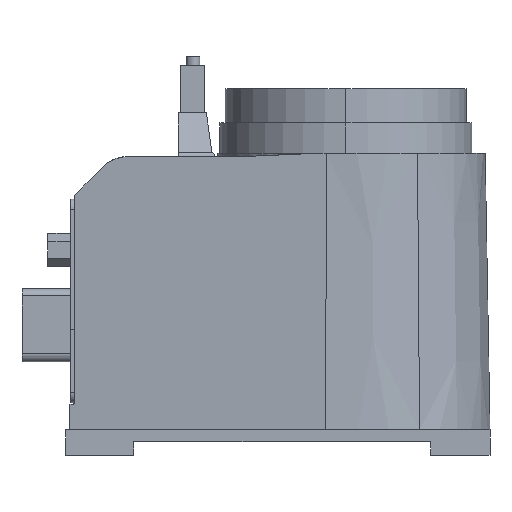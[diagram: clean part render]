
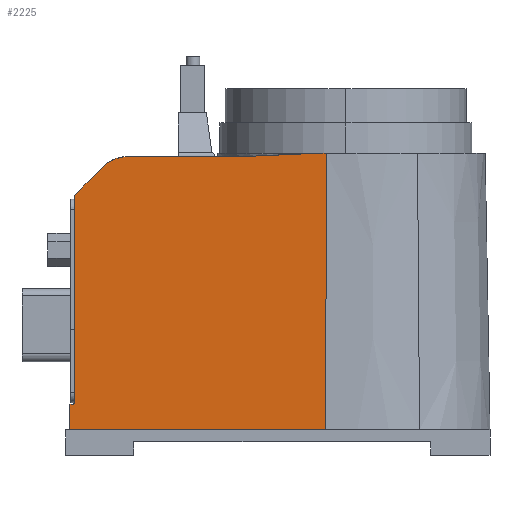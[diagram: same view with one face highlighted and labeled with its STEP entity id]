
A CAD part, front view. The second image highlights one B-rep face of the part: STEP entity #2225.
In plain terms, the highlighted planar face has unit normal (-0.084, -0.996, 0.018).
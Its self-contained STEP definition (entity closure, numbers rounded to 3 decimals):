
#4 = EDGE_CURVE ( 'NONE', #1877, #3433, #765, .T. ) ;
#19 = CARTESIAN_POINT ( 'NONE',  ( -193.141, 93.789, 166.084 ) ) ;
#54 =( BOUNDED_CURVE ( )  B_SPLINE_CURVE ( 3, ( #2062, #2108, #3666, #2977 ),
 .UNSPECIFIED., .F., .F. ) 
 B_SPLINE_CURVE_WITH_KNOTS ( ( 4, 4 ),
 ( 1.776, 2.561 ),
 .UNSPECIFIED. ) 
 CURVE ( )  GEOMETRIC_REPRESENTATION_ITEM ( )  RATIONAL_B_SPLINE_CURVE ( ( 1., 0.949, 0.949, 1. ) ) 
 REPRESENTATION_ITEM ( '' )  );
#63 = EDGE_CURVE ( 'NONE', #528, #857, #2360, .T. ) ;
#86 = EDGE_CURVE ( 'NONE', #2857, #1329, #54, .T. ) ;
#134 = AXIS2_PLACEMENT_3D ( 'NONE', #3211, #323, #1905 ) ;
#272 = DIRECTION ( 'NONE',  ( -0.996, 0.084, 0. ) ) ;
#323 = DIRECTION ( 'NONE',  ( -0.084, -0.996, 0.017 ) ) ;
#343 = VECTOR ( 'NONE', #2476, 1000. ) ;
#352 = CARTESIAN_POINT ( 'NONE',  ( -193.037, 95.93, 288.773 ) ) ;
#457 = CARTESIAN_POINT ( 'NONE',  ( -196.141, 93.772, 150.656 ) ) ;
#463 = LINE ( 'NONE', #510, #1127 ) ;
#503 = CARTESIAN_POINT ( 'NONE',  ( -193.141, 95.929, 288.256 ) ) ;
#510 = CARTESIAN_POINT ( 'NONE',  ( -44.899, 81.021, 150.656 ) ) ;
#528 = VERTEX_POINT ( 'NONE', #1566 ) ;
#566 = ORIENTED_EDGE ( 'NONE', *, *, #63, .T. ) ;
#634 = CARTESIAN_POINT ( 'NONE',  ( -194.141, 93.866, 165.67 ) ) ;
#677 = VECTOR ( 'NONE', #3132, 1000. ) ;
#720 = EDGE_CURVE ( 'NONE', #1329, #1598, #2011, .T. ) ;
#734 = EDGE_CURVE ( 'NONE', #857, #3878, #2818, .T. ) ;
#764 = ORIENTED_EDGE ( 'NONE', *, *, #2478, .T. ) ;
#765 = LINE ( 'NONE', #3686, #1646 ) ;
#857 = VERTEX_POINT ( 'NONE', #3114 ) ;
#869 = DIRECTION ( 'NONE',  ( 0., -0.018, -1. ) ) ;
#935 = ORIENTED_EDGE ( 'NONE', *, *, #2509, .T. ) ;
#979 = VERTEX_POINT ( 'NONE', #1291 ) ;
#1020 = VERTEX_POINT ( 'NONE', #1348 ) ;
#1085 = EDGE_LOOP ( 'NONE', ( #1737, #764, #1516, #935, #4003, #1171, #3440, #566, #3356, #2293, #2441, #2083, #3287 ) ) ;
#1099 = VERTEX_POINT ( 'NONE', #2622 ) ;
#1127 = VECTOR ( 'NONE', #1414, 1000. ) ;
#1171 = ORIENTED_EDGE ( 'NONE', *, *, #2400, .T. ) ;
#1182 = LINE ( 'NONE', #457, #2774 ) ;
#1291 = CARTESIAN_POINT ( 'NONE',  ( -94.74, 88.043, 311.67 ) ) ;
#1310 = CARTESIAN_POINT ( 'NONE',  ( -193.141, 93.8, 166.67 ) ) ;
#1319 = VECTOR ( 'NONE', #869, 1000. ) ;
#1325 = CARTESIAN_POINT ( 'NONE',  ( -192.847, 95.917, 288.963 ) ) ;
#1329 = VERTEX_POINT ( 'NONE', #3460 ) ;
#1348 = CARTESIAN_POINT ( 'NONE',  ( -44.899, 81.021, 150.656 ) ) ;
#1380 = VECTOR ( 'NONE', #1687, 1000. ) ;
#1390 = EDGE_CURVE ( 'NONE', #979, #2857, #1881, .T. ) ;
#1414 = DIRECTION ( 'NONE',  ( -0.001, -0.017, -1. ) ) ;
#1478 = EDGE_CURVE ( 'NONE', #3055, #1598, #2922, .T. ) ;
#1494 = CARTESIAN_POINT ( 'NONE',  ( -193.141, 93.8, 166.67 ) ) ;
#1516 = ORIENTED_EDGE ( 'NONE', *, *, #2140, .T. ) ;
#1566 = CARTESIAN_POINT ( 'NONE',  ( -44.66, 83.857, 313.724 ) ) ;
#1598 = VERTEX_POINT ( 'NONE', #3732 ) ;
#1646 = VECTOR ( 'NONE', #1780, 1000. ) ;
#1687 = DIRECTION ( 'NONE',  ( -0.706, 0.047, -0.706 ) ) ;
#1737 = ORIENTED_EDGE ( 'NONE', *, *, #1478, .F. ) ;
#1745 = DIRECTION ( 'NONE',  ( 0.996, -0.084, 0. ) ) ;
#1763 = CARTESIAN_POINT ( 'NONE',  ( -49.227, 84.241, 313.67 ) ) ;
#1780 = DIRECTION ( 'NONE',  ( 0.017, 0.016, 1. ) ) ;
#1877 = VERTEX_POINT ( 'NONE', #2689 ) ;
#1881 = LINE ( 'NONE', #3167, #3426 ) ;
#1905 = DIRECTION ( 'NONE',  ( 0.203, 0., 0.979 ) ) ;
#2011 = LINE ( 'NONE', #3292, #1380 ) ;
#2062 = CARTESIAN_POINT ( 'NONE',  ( -161.856, 93.702, 311.67 ) ) ;
#2083 = ORIENTED_EDGE ( 'NONE', *, *, #86, .T. ) ;
#2095 = CARTESIAN_POINT ( 'NONE',  ( -49.227, 84.242, 313.724 ) ) ;
#2108 = CARTESIAN_POINT ( 'NONE',  ( -167.231, 94.155, 311.67 ) ) ;
#2140 = EDGE_CURVE ( 'NONE', #2849, #1099, #3514, .T. ) ;
#2225 = ADVANCED_FACE ( 'NONE', ( #4152 ), #3832, .T. ) ;
#2284 = CARTESIAN_POINT ( 'NONE',  ( -193.555, 93.817, 165.67 ) ) ;
#2293 = ORIENTED_EDGE ( 'NONE', *, *, #4054, .T. ) ;
#2360 = LINE ( 'NONE', #2427, #3405 ) ;
#2382 = DIRECTION ( 'NONE',  ( -0.996, 0.084, 0. ) ) ;
#2400 = EDGE_CURVE ( 'NONE', #1877, #1020, #1182, .T. ) ;
#2427 = CARTESIAN_POINT ( 'NONE',  ( -195.901, 96.608, 313.724 ) ) ;
#2441 = ORIENTED_EDGE ( 'NONE', *, *, #1390, .T. ) ;
#2476 = DIRECTION ( 'NONE',  ( 0., -0.018, -1. ) ) ;
#2478 = EDGE_CURVE ( 'NONE', #3055, #2849, #3423, .T. ) ;
#2482 = VECTOR ( 'NONE', #3083, 1000. ) ;
#2509 = EDGE_CURVE ( 'NONE', #1099, #3433, #3443, .T. ) ;
#2622 = CARTESIAN_POINT ( 'NONE',  ( -194.141, 93.866, 165.67 ) ) ;
#2627 = CARTESIAN_POINT ( 'NONE',  ( -195.878, 94.013, 165.67 ) ) ;
#2689 = CARTESIAN_POINT ( 'NONE',  ( -196.141, 93.772, 150.656 ) ) ;
#2743 = CARTESIAN_POINT ( 'NONE',  ( -161.856, 93.702, 311.67 ) ) ;
#2774 = VECTOR ( 'NONE', #1745, 1000. ) ;
#2818 = LINE ( 'NONE', #2095, #1319 ) ;
#2849 = VERTEX_POINT ( 'NONE', #1494 ) ;
#2857 = VERTEX_POINT ( 'NONE', #2743 ) ;
#2922 =( BOUNDED_CURVE ( )  B_SPLINE_CURVE ( 3, ( #3283, #3568, #352, #1325 ),
 .UNSPECIFIED., .F., .F. ) 
 B_SPLINE_CURVE_WITH_KNOTS ( ( 4, 4 ),
 ( 2.937, 3.722 ),
 .UNSPECIFIED. ) 
 CURVE ( )  GEOMETRIC_REPRESENTATION_ITEM ( )  RATIONAL_B_SPLINE_CURVE ( ( 1., 0.949, 0.949, 1. ) ) 
 REPRESENTATION_ITEM ( '' )  );
#2977 = CARTESIAN_POINT ( 'NONE',  ( -175.998, 94.792, 305.812 ) ) ;
#3055 = VERTEX_POINT ( 'NONE', #3297 ) ;
#3083 = DIRECTION ( 'NONE',  ( -0.996, 0.083, -0.044 ) ) ;
#3114 = CARTESIAN_POINT ( 'NONE',  ( -49.227, 84.242, 313.724 ) ) ;
#3132 = DIRECTION ( 'NONE',  ( -0.996, 0.084, 0. ) ) ;
#3167 = CARTESIAN_POINT ( 'NONE',  ( -195.904, 96.573, 311.67 ) ) ;
#3211 = CARTESIAN_POINT ( 'NONE',  ( -196.141, 93.772, 150.656 ) ) ;
#3283 = CARTESIAN_POINT ( 'NONE',  ( -193.141, 95.929, 288.256 ) ) ;
#3287 = ORIENTED_EDGE ( 'NONE', *, *, #720, .T. ) ;
#3292 = CARTESIAN_POINT ( 'NONE',  ( -175.998, 94.792, 305.812 ) ) ;
#3297 = CARTESIAN_POINT ( 'NONE',  ( -193.141, 95.929, 288.256 ) ) ;
#3305 = CARTESIAN_POINT ( 'NONE',  ( -49.227, 84.241, 313.67 ) ) ;
#3356 = ORIENTED_EDGE ( 'NONE', *, *, #734, .T. ) ;
#3376 = CARTESIAN_POINT ( 'NONE',  ( -196.119, 94.033, 165.67 ) ) ;
#3405 = VECTOR ( 'NONE', #2382, 1000. ) ;
#3423 = LINE ( 'NONE', #503, #343 ) ;
#3426 = VECTOR ( 'NONE', #272, 1000. ) ;
#3433 = VERTEX_POINT ( 'NONE', #2627 ) ;
#3440 = ORIENTED_EDGE ( 'NONE', *, *, #3638, .F. ) ;
#3443 = LINE ( 'NONE', #3376, #677 ) ;
#3460 = CARTESIAN_POINT ( 'NONE',  ( -175.998, 94.792, 305.812 ) ) ;
#3514 =( BOUNDED_CURVE ( )  B_SPLINE_CURVE ( 3, ( #1310, #19, #2284, #634 ),
 .UNSPECIFIED., .F., .F. ) 
 B_SPLINE_CURVE_WITH_KNOTS ( ( 4, 4 ),
 ( 6.078, 7.649 ),
 .UNSPECIFIED. ) 
 CURVE ( )  GEOMETRIC_REPRESENTATION_ITEM ( )  RATIONAL_B_SPLINE_CURVE ( ( 1., 0.805, 0.805, 1. ) ) 
 REPRESENTATION_ITEM ( '' )  );
#3568 = CARTESIAN_POINT ( 'NONE',  ( -193.14, 95.934, 288.525 ) ) ;
#3638 = EDGE_CURVE ( 'NONE', #528, #1020, #463, .T. ) ;
#3666 = CARTESIAN_POINT ( 'NONE',  ( -172.198, 94.538, 309.613 ) ) ;
#3686 = CARTESIAN_POINT ( 'NONE',  ( -196.141, 93.772, 150.656 ) ) ;
#3732 = CARTESIAN_POINT ( 'NONE',  ( -192.847, 95.917, 288.963 ) ) ;
#3832 = PLANE ( 'NONE',  #134 ) ;
#3878 = VERTEX_POINT ( 'NONE', #3305 ) ;
#4003 = ORIENTED_EDGE ( 'NONE', *, *, #4, .F. ) ;
#4054 = EDGE_CURVE ( 'NONE', #3878, #979, #4080, .T. ) ;
#4080 = LINE ( 'NONE', #1763, #2482 ) ;
#4152 = FACE_OUTER_BOUND ( 'NONE', #1085, .T. ) ;
